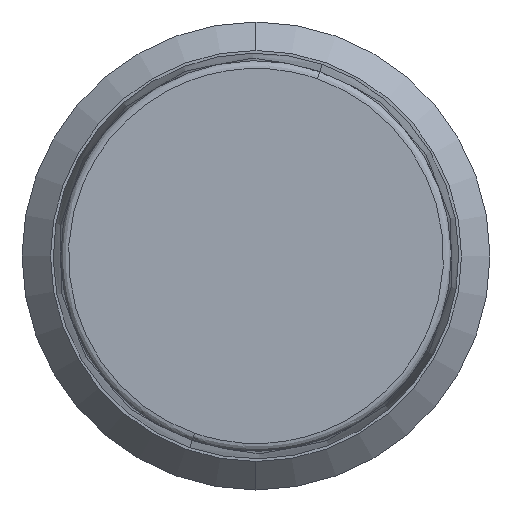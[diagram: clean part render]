
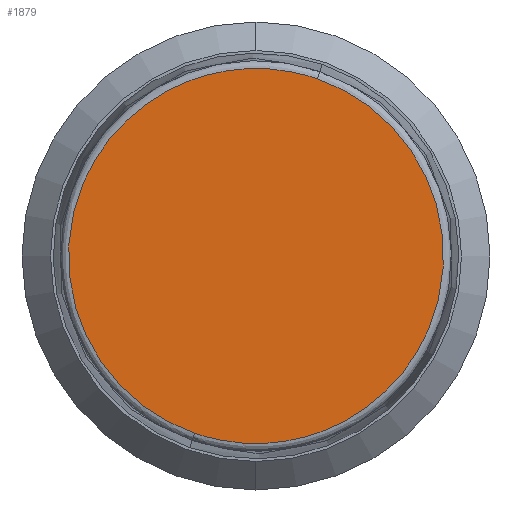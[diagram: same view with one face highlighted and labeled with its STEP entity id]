
A CAD part, left-side view. The second image highlights one B-rep face of the part: STEP entity #1879.
In plain terms, the highlighted planar face has unit normal (-1, 0, 0).
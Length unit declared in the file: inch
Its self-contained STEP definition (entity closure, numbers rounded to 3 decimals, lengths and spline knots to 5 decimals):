
#142 = CARTESIAN_POINT ( 'NONE',  ( -0.19685, 0.06193, -0.17887 ) ) ;
#231 = ORIENTED_EDGE ( 'NONE', *, *, #1877, .F. ) ;
#325 = CARTESIAN_POINT ( 'NONE',  ( -0.19685, 0.29581, 0.30272 ) ) ;
#637 = CARTESIAN_POINT ( 'NONE',  ( -0.19685, -0.06193, 0.17887 ) ) ;
#725 = CARTESIAN_POINT ( 'NONE',  ( -0.19685, -0.41966, 0.05502 ) ) ;
#728 = EDGE_CURVE ( 'NONE', #1940, #1376, #1052, .T. ) ;
#735 = DIRECTION ( 'NONE',  ( 1., 0., 0. ) ) ;
#796 = ORIENTED_EDGE ( 'NONE', *, *, #728, .F. ) ;
#886 = PLANE ( 'NONE',  #1484 ) ;
#894 = CARTESIAN_POINT ( 'NONE',  ( -0.19685, 0.06193, -0.17887 ) ) ;
#1044 = CARTESIAN_POINT ( 'NONE',  ( -0.19685, -0.29581, -0.30272 ) ) ;
#1052 =( BOUNDED_CURVE ( )  B_SPLINE_CURVE ( 3, ( #142, #1308, #325, #1465 ),
 .UNSPECIFIED., .F., .F. ) 
 B_SPLINE_CURVE_WITH_KNOTS ( ( 4, 4 ),
 ( 0., 0.5 ),
 .UNSPECIFIED. ) 
 CURVE ( )  GEOMETRIC_REPRESENTATION_ITEM ( )  RATIONAL_B_SPLINE_CURVE ( ( 1., 0.333, 0.333, 1. ) ) 
 REPRESENTATION_ITEM ( '' )  );
#1053 = EDGE_LOOP ( 'NONE', ( #796, #231 ) ) ;
#1172 = FACE_OUTER_BOUND ( 'NONE', #1053, .T. ) ;
#1204 = CARTESIAN_POINT ( 'NONE',  ( -0.19685, 0., 0. ) ) ;
#1308 = CARTESIAN_POINT ( 'NONE',  ( -0.19685, 0.41966, -0.05502 ) ) ;
#1376 = VERTEX_POINT ( 'NONE', #637 ) ;
#1465 = CARTESIAN_POINT ( 'NONE',  ( -0.19685, -0.06193, 0.17887 ) ) ;
#1484 = AXIS2_PLACEMENT_3D ( 'NONE', #1204, #735, #2009 ) ;
#1671 = CARTESIAN_POINT ( 'NONE',  ( -0.19685, -0.06193, 0.17887 ) ) ;
#1877 = EDGE_CURVE ( 'NONE', #1376, #1940, #1933, .T. ) ;
#1879 = ADVANCED_FACE ( 'NONE', ( #1172 ), #886, .F. ) ;
#1933 =( BOUNDED_CURVE ( )  B_SPLINE_CURVE ( 3, ( #1671, #725, #1044, #894 ),
 .UNSPECIFIED., .F., .F. ) 
 B_SPLINE_CURVE_WITH_KNOTS ( ( 4, 4 ),
 ( 0.5, 1. ),
 .UNSPECIFIED. ) 
 CURVE ( )  GEOMETRIC_REPRESENTATION_ITEM ( )  RATIONAL_B_SPLINE_CURVE ( ( 1., 0.333, 0.333, 1. ) ) 
 REPRESENTATION_ITEM ( '' )  );
#1940 = VERTEX_POINT ( 'NONE', #1953 ) ;
#1953 = CARTESIAN_POINT ( 'NONE',  ( -0.19685, 0.06193, -0.17887 ) ) ;
#2009 = DIRECTION ( 'NONE',  ( 0., 0.327, -0.945 ) ) ;
